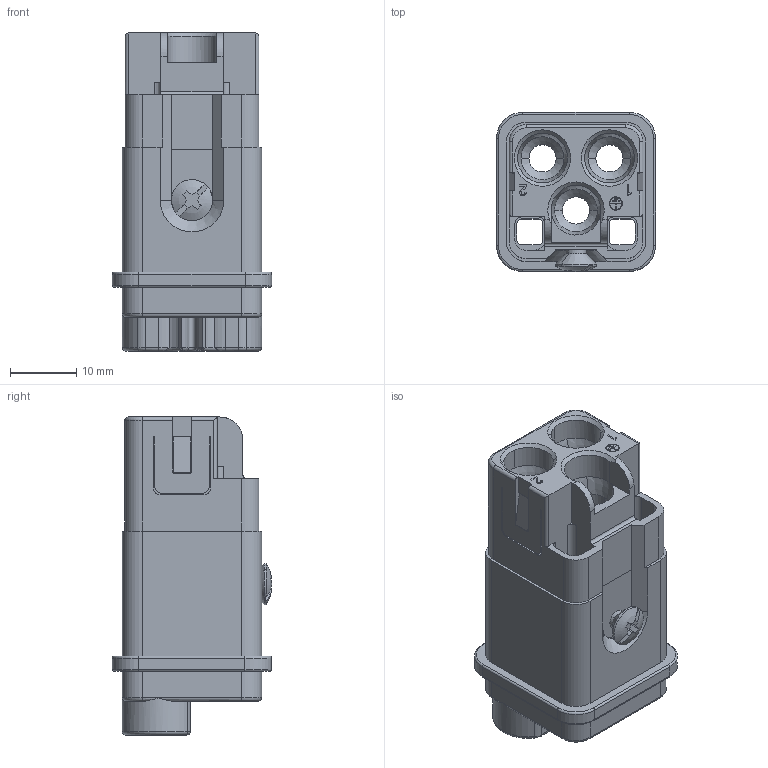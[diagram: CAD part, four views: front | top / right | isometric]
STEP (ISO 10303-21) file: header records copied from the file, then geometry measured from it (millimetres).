
FILE_DESCRIPTION(('Creo Elements/Direct Modeling STEP Export'),'2;1');
FILE_NAME('0lndrr04qr73or22260','2019-05-22T14:15:06',(''),(''),'PTC Creo Elements/Direct Modeling STEP processor for AP214 (Solid Model)','PTC Creo Elements/Direct Modeling 19.0B 21-Mar-2015 (C) Parametric Technology GmbH','');
FILE_SCHEMA(('AUTOMOTIVE_DESIGN { 1 0 10303 214 1 1 1 1 }'));
Length unit declared in the file: millimetre
Products named in the file (2): CQ4M_02
Assembly tree (1 placements, depth 2):
  CQ4M_02
    CQ4M_02
Bounding box: 24 x 24.02 x 47.95 mm (x, y, z)
Volume: 11401.6 mm3; surface area: 8723.7 mm2
Topology: 1 solids, 1 shells, 411 faces, 1168 edges, 778 vertices
Faces by surface type: plane 233, cylinder 126, torus 28, cone 20, sphere 4
Entity records: 14192 total; most frequent: CARTESIAN_POINT 3056, ORIENTED_EDGE 2332, DIRECTION 2094, EDGE_CURVE 1166, VERTEX_POINT 778, VECTOR 778, LINE 778, AXIS2_PLACEMENT_3D 658
